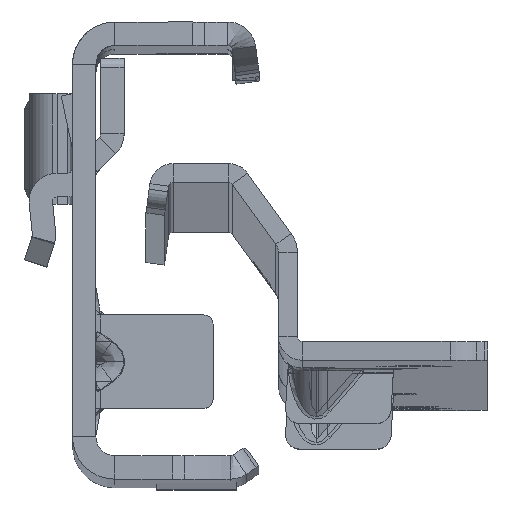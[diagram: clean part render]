
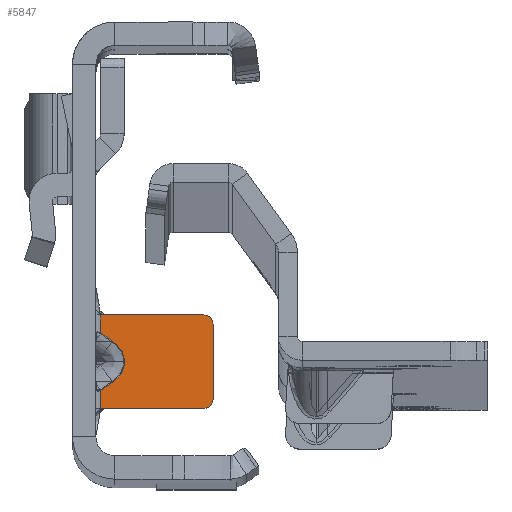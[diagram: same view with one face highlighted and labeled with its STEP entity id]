
A CAD part, top view. The second image highlights one B-rep face of the part: STEP entity #5847.
In plain terms, the highlighted planar face has unit normal (0, 0, 1).
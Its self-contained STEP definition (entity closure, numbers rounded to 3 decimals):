
#217 = ORIENTED_EDGE ( 'NONE', *, *, #2338, .T. ) ;
#426 = ORIENTED_EDGE ( 'NONE', *, *, #16827, .F. ) ;
#513 = LINE ( 'NONE', #16449, #10728 ) ;
#733 = EDGE_CURVE ( 'NONE', #1525, #5995, #513, .T. ) ;
#757 = CARTESIAN_POINT ( 'NONE',  ( 11.5, -5.6, -491.5 ) ) ;
#803 = EDGE_CURVE ( 'NONE', #1525, #1957, #17980, .T. ) ;
#1046 = LINE ( 'NONE', #7014, #5293 ) ;
#1093 = VERTEX_POINT ( 'NONE', #3630 ) ;
#1196 = CARTESIAN_POINT ( 'NONE',  ( 0.5, -5.6, -491.5 ) ) ;
#1341 = CARTESIAN_POINT ( 'NONE',  ( 0.5, 22.3, -491.5 ) ) ;
#1394 = LINE ( 'NONE', #11647, #11305 ) ;
#1525 = VERTEX_POINT ( 'NONE', #12662 ) ;
#1706 = CARTESIAN_POINT ( 'NONE',  ( 12.5, -6.6, -491.5 ) ) ;
#1719 = VECTOR ( 'NONE', #4315, 1000. ) ;
#1784 = CARTESIAN_POINT ( 'NONE',  ( -1.826, -5.6, -491.5 ) ) ;
#1957 = VERTEX_POINT ( 'NONE', #17618 ) ;
#2338 = EDGE_CURVE ( 'NONE', #1957, #3350, #1394, .T. ) ;
#2849 = DIRECTION ( 'NONE',  ( 0., 1., 0. ) ) ;
#3020 = CARTESIAN_POINT ( 'NONE',  ( 3.573, -11.508, -491.5 ) ) ;
#3251 = EDGE_CURVE ( 'NONE', #3350, #17314, #18569, .T. ) ;
#3350 = VERTEX_POINT ( 'NONE', #5225 ) ;
#3496 = ORIENTED_EDGE ( 'NONE', *, *, #733, .F. ) ;
#3602 = DIRECTION ( 'NONE',  ( 0., 0., 1. ) ) ;
#3630 = CARTESIAN_POINT ( 'NONE',  ( 0.708, -5.6, -491.5 ) ) ;
#3869 = ORIENTED_EDGE ( 'NONE', *, *, #13805, .F. ) ;
#3960 = ORIENTED_EDGE ( 'NONE', *, *, #8086, .T. ) ;
#3983 = VECTOR ( 'NONE', #6373, 1000. ) ;
#4315 = DIRECTION ( 'NONE',  ( 0., 1., 0. ) ) ;
#4737 = VECTOR ( 'NONE', #13377, 1000. ) ;
#4771 = PLANE ( 'NONE',  #5924 ) ;
#4821 = CIRCLE ( 'NONE', #18300, 1. ) ;
#4838 = VERTEX_POINT ( 'NONE', #1196 ) ;
#4960 = EDGE_CURVE ( 'NONE', #1093, #4838, #9174, .T. ) ;
#5225 = CARTESIAN_POINT ( 'NONE',  ( 11.5, -15.6, -491.5 ) ) ;
#5293 = VECTOR ( 'NONE', #15843, 1000. ) ;
#5533 = EDGE_CURVE ( 'NONE', #5995, #12231, #1046, .T. ) ;
#5683 = AXIS2_PLACEMENT_3D ( 'NONE', #12139, #17889, #18003 ) ;
#5712 = CARTESIAN_POINT ( 'NONE',  ( 1.757, -8.408, -491.5 ) ) ;
#5847 = ADVANCED_FACE ( 'NONE', ( #9106 ), #4771, .F. ) ;
#5924 = AXIS2_PLACEMENT_3D ( 'NONE', #15998, #17723, #2849 ) ;
#5995 = VERTEX_POINT ( 'NONE', #6402 ) ;
#6144 = CARTESIAN_POINT ( 'NONE',  ( 12.5, -14.6, -491.5 ) ) ;
#6185 = LINE ( 'NONE', #16464, #14220 ) ;
#6373 = DIRECTION ( 'NONE',  ( 1., 0., 0. ) ) ;
#6402 = CARTESIAN_POINT ( 'NONE',  ( 0.5, -13.681, -491.5 ) ) ;
#6537 = ORIENTED_EDGE ( 'NONE', *, *, #15846, .F. ) ;
#7014 = CARTESIAN_POINT ( 'NONE',  ( 2.624, -12.179, -491.5 ) ) ;
#7248 = CARTESIAN_POINT ( 'NONE',  ( -1.826, -5.6, -491.5 ) ) ;
#7706 = DIRECTION ( 'NONE',  ( 0., 1., 0. ) ) ;
#8023 = CARTESIAN_POINT ( 'NONE',  ( 11.5, -6.6, -491.5 ) ) ;
#8086 = EDGE_CURVE ( 'NONE', #17314, #14405, #16625, .T. ) ;
#8330 = ORIENTED_EDGE ( 'NONE', *, *, #3251, .T. ) ;
#8562 = VERTEX_POINT ( 'NONE', #757 ) ;
#8641 = CARTESIAN_POINT ( 'NONE',  ( 1.757, -8.408, -491.5 ) ) ;
#8728 = EDGE_CURVE ( 'NONE', #14405, #8562, #4821, .T. ) ;
#9106 = FACE_OUTER_BOUND ( 'NONE', #14783, .T. ) ;
#9174 = LINE ( 'NONE', #1784, #4737 ) ;
#9451 = DIRECTION ( 'NONE',  ( 0., 1., 0. ) ) ;
#10304 = VECTOR ( 'NONE', #18956, 1000. ) ;
#10674 = CARTESIAN_POINT ( 'NONE',  ( 12.5, -6.6, -491.5 ) ) ;
#10728 = VECTOR ( 'NONE', #9451, 1000. ) ;
#10731 = ORIENTED_EDGE ( 'NONE', *, *, #803, .T. ) ;
#11014 = ORIENTED_EDGE ( 'NONE', *, *, #15866, .T. ) ;
#11305 = VECTOR ( 'NONE', #18961, 1000. ) ;
#11457 = CARTESIAN_POINT ( 'NONE',  ( 1.757, -12.792, -491.5 ) ) ;
#11568 = VERTEX_POINT ( 'NONE', #13038 ) ;
#11603 = LINE ( 'NONE', #1341, #1719 ) ;
#11647 = CARTESIAN_POINT ( 'NONE',  ( -1.826, -15.6, -491.5 ) ) ;
#12139 = CARTESIAN_POINT ( 'NONE',  ( 11.5, -14.6, -491.5 ) ) ;
#12231 = VERTEX_POINT ( 'NONE', #18077 ) ;
#12662 = CARTESIAN_POINT ( 'NONE',  ( 0.5, -15.6, -491.5 ) ) ;
#13038 = CARTESIAN_POINT ( 'NONE',  ( 0.5, -7.519, -491.5 ) ) ;
#13377 = DIRECTION ( 'NONE',  ( -1., 0., 0. ) ) ;
#13664 = CARTESIAN_POINT ( 'NONE',  ( -1.826, -15.6, -491.5 ) ) ;
#13805 = EDGE_CURVE ( 'NONE', #11568, #4838, #11603, .T. ) ;
#13881 = VERTEX_POINT ( 'NONE', #8641 ) ;
#14220 = VECTOR ( 'NONE', #15014, 1000. ) ;
#14405 = VERTEX_POINT ( 'NONE', #1706 ) ;
#14437 = CARTESIAN_POINT ( 'NONE',  ( 3.573, -9.692, -491.5 ) ) ;
#14527 = LINE ( 'NONE', #7248, #10304 ) ;
#14783 = EDGE_LOOP ( 'NONE', ( #426, #6537, #16351, #3496, #10731, #217, #8330, #3960, #17164, #11014, #17637, #3869 ) ) ;
#15014 = DIRECTION ( 'NONE',  ( -0.816, 0.577, 0. ) ) ;
#15843 = DIRECTION ( 'NONE',  ( 0.816, 0.577, 0. ) ) ;
#15846 = EDGE_CURVE ( 'NONE', #12231, #13881, #17418, .T. ) ;
#15866 = EDGE_CURVE ( 'NONE', #8562, #1093, #14527, .T. ) ;
#15998 = CARTESIAN_POINT ( 'NONE',  ( -37.326, 22.3, -491.5 ) ) ;
#16351 = ORIENTED_EDGE ( 'NONE', *, *, #5533, .F. ) ;
#16449 = CARTESIAN_POINT ( 'NONE',  ( 0.5, 22.3, -491.5 ) ) ;
#16464 = CARTESIAN_POINT ( 'NONE',  ( 1.367, -8.131, -491.5 ) ) ;
#16625 = LINE ( 'NONE', #10674, #18566 ) ;
#16653 = DIRECTION ( 'NONE',  ( 0., -1., 0. ) ) ;
#16827 = EDGE_CURVE ( 'NONE', #13881, #11568, #6185, .T. ) ;
#17164 = ORIENTED_EDGE ( 'NONE', *, *, #8728, .T. ) ;
#17314 = VERTEX_POINT ( 'NONE', #6144 ) ;
#17418 =( BOUNDED_CURVE ( )  B_SPLINE_CURVE ( 3, ( #11457, #3020, #14437, #5712 ),
 .UNSPECIFIED., .F., .T. ) 
 B_SPLINE_CURVE_WITH_KNOTS ( ( 4, 4 ),
 ( 2.356, 3.927 ),
 .UNSPECIFIED. ) 
 CURVE ( )  GEOMETRIC_REPRESENTATION_ITEM ( )  RATIONAL_B_SPLINE_CURVE ( ( 1., 0.805, 0.805, 1. ) ) 
 REPRESENTATION_ITEM ( '' )  );
#17618 = CARTESIAN_POINT ( 'NONE',  ( 0.708, -15.6, -491.5 ) ) ;
#17637 = ORIENTED_EDGE ( 'NONE', *, *, #4960, .T. ) ;
#17723 = DIRECTION ( 'NONE',  ( 0., 0., -1. ) ) ;
#17889 = DIRECTION ( 'NONE',  ( 0., 0., 1. ) ) ;
#17980 = LINE ( 'NONE', #13664, #3983 ) ;
#18003 = DIRECTION ( 'NONE',  ( 0., 1., 0. ) ) ;
#18077 = CARTESIAN_POINT ( 'NONE',  ( 1.757, -12.792, -491.5 ) ) ;
#18300 = AXIS2_PLACEMENT_3D ( 'NONE', #8023, #3602, #16653 ) ;
#18566 = VECTOR ( 'NONE', #7706, 1000. ) ;
#18569 = CIRCLE ( 'NONE', #5683, 1. ) ;
#18956 = DIRECTION ( 'NONE',  ( -1., 0., 0. ) ) ;
#18961 = DIRECTION ( 'NONE',  ( 1., 0., 0. ) ) ;
